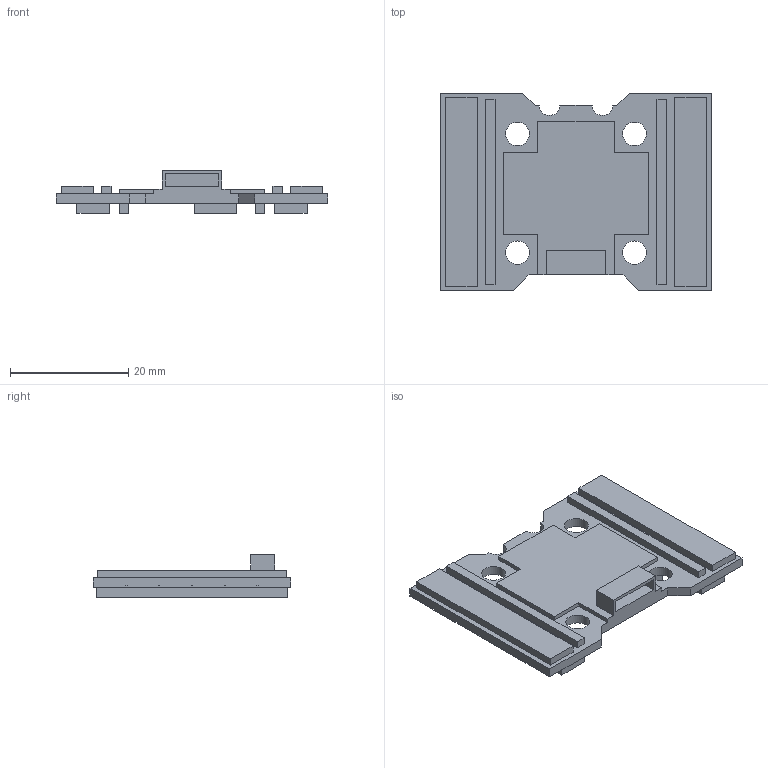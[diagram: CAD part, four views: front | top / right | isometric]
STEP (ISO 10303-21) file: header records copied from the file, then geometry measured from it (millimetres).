
FILE_DESCRIPTION(/* description */ (''),/* implementation_level */ '2;1');
FILE_NAME(/* name */ '5f91997bd920d1139abd0fd0',/* time_stamp */ '2020-10-22T14:38:52+00:00',/* author */ (''),/* organization */ (''),/* preprocessor_version */ 'ST-DEVELOPER v16.7',/* originating_system */ $,/* authorisation */ $);
FILE_SCHEMA (('AUTOMOTIVE_DESIGN {1 0 10303 214 3 1 1}'));
Length unit declared in the file: metre
Products named in the file (1): Part 1
Bounding box: 46 x 33.44 x 7.27 mm (x, y, z)
Volume: 4041.4 mm3; surface area: 4147.8 mm2
Topology: 1 solids, 1 shells, 128 faces, 348 edges, 232 vertices
Faces by surface type: plane 122, cylinder 6
Full cylindrical faces by diameter (mm): 4 x4
Entity records: 3990 total; most frequent: CARTESIAN_POINT 705, ORIENTED_EDGE 688, DIRECTION 614, EDGE_CURVE 344, LINE 332, VECTOR 332, VERTEX_POINT 232, EDGE_LOOP 150
